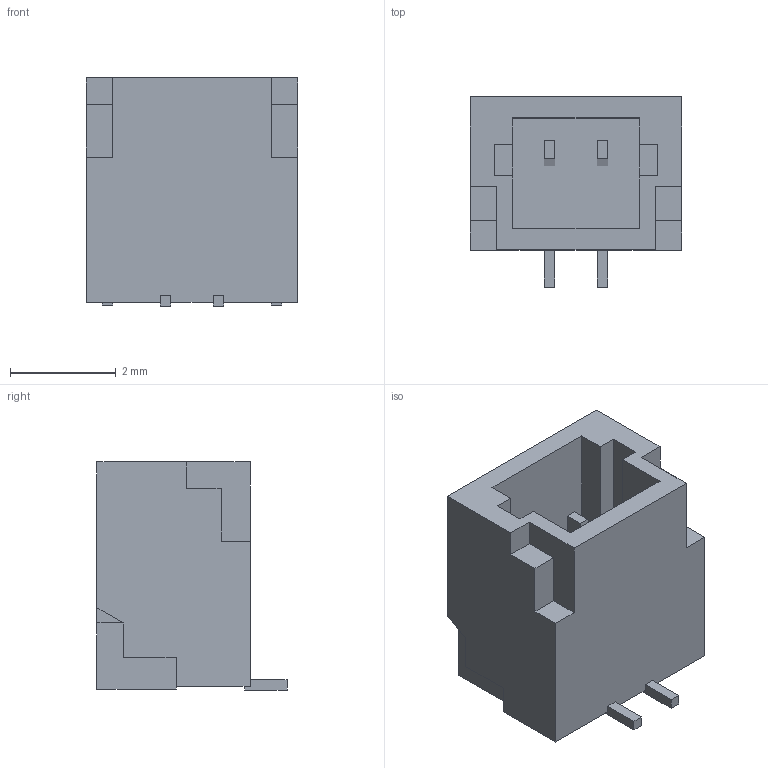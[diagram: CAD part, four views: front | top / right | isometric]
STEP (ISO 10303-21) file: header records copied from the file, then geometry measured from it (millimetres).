
FILE_DESCRIPTION(('FreeCAD Model'),'2;1');
FILE_NAME('BM02B-SRSS.step','2017-08-08T17:08:59',( 'kicad StepUp'),('ksu MCAD'),'Open CASCADE STEP processor 6.8', 'FreeCAD','Unknown');
FILE_SCHEMA(('AUTOMOTIVE_DESIGN_CC2 { 1 2 10303 214 -1 1 5 4 }'));
Length unit declared in the file: millimetre
Products named in the file (2): ASSEMBLY; BM02B-SRSS
Assembly tree (1 placements, depth 2):
  ASSEMBLY
    BM02B-SRSS
Bounding box: 4 x 3.6 x 4.32 mm (x, y, z)
Volume: 31.6 mm3; surface area: 118.2 mm2
Topology: 1 solids, 1 shells, 71 faces, 194 edges, 128 vertices
Faces by surface type: plane 71
Entity records: 2724 total; most frequent: CARTESIAN_POINT 395, ORIENTED_EDGE 388, DIRECTION 340, EDGE_CURVE 194, LINE 194, VECTOR 194, VERTEX_POINT 128, FACE_BOUND 74
